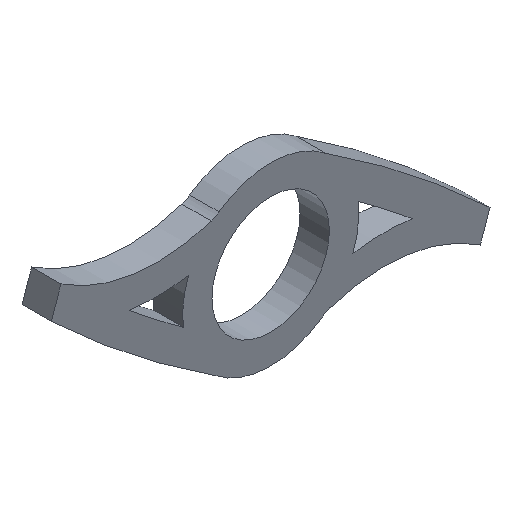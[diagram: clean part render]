
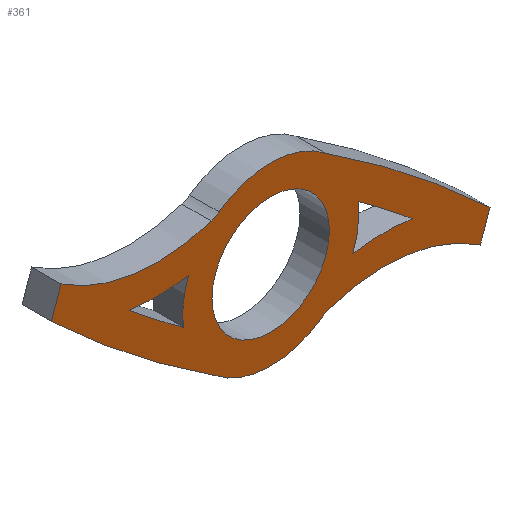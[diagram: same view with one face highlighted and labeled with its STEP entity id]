
A CAD part, isometric view. The second image highlights one B-rep face of the part: STEP entity #361.
In plain terms, the highlighted planar face has unit normal (0, -1, 0).
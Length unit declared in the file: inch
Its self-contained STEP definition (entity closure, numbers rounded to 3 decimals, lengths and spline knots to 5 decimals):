
#18=FACE_BOUND('',#66,.T.);
#19=FACE_BOUND('',#67,.T.);
#20=FACE_BOUND('',#68,.T.);
#24=PLANE('',#430);
#43=FACE_OUTER_BOUND('',#65,.T.);
#65=EDGE_LOOP('',(#311,#312,#313,#314,#315,#316,#317,#318,#319,#320));
#66=EDGE_LOOP('',(#321));
#67=EDGE_LOOP('',(#322,#323,#324));
#68=EDGE_LOOP('',(#325,#326,#327));
#81=LINE('',#624,#102);
#88=LINE('',#653,#109);
#102=VECTOR('',#513,0.3937);
#109=VECTOR('',#546,0.3937);
#111=CIRCLE('',#383,9.95853);
#113=CIRCLE('',#386,1.70109);
#115=CIRCLE('',#389,0.75);
#117=CIRCLE('',#392,9.95853);
#119=CIRCLE('',#395,1.70109);
#121=CIRCLE('',#398,0.75);
#124=CIRCLE('',#402,0.5);
#125=CIRCLE('',#404,10.20853);
#127=CIRCLE('',#407,0.75);
#129=CIRCLE('',#410,0.25);
#131=CIRCLE('',#413,1.45109);
#133=CIRCLE('',#417,10.20853);
#135=CIRCLE('',#420,0.75);
#137=CIRCLE('',#423,0.25);
#139=CIRCLE('',#426,1.45109);
#141=VERTEX_POINT('',#554);
#142=VERTEX_POINT('',#555);
#145=VERTEX_POINT('',#563);
#147=VERTEX_POINT('',#572);
#148=VERTEX_POINT('',#573);
#151=VERTEX_POINT('',#581);
#154=VERTEX_POINT('',#592);
#155=VERTEX_POINT('',#596);
#156=VERTEX_POINT('',#597);
#159=VERTEX_POINT('',#605);
#161=VERTEX_POINT('',#611);
#163=VERTEX_POINT('',#617);
#165=VERTEX_POINT('',#623);
#167=VERTEX_POINT('',#629);
#169=VERTEX_POINT('',#635);
#171=VERTEX_POINT('',#641);
#173=VERTEX_POINT('',#647);
#175=EDGE_CURVE('',#141,#142,#111,.T.);
#179=EDGE_CURVE('',#145,#141,#113,.T.);
#182=EDGE_CURVE('',#142,#145,#115,.T.);
#184=EDGE_CURVE('',#147,#148,#117,.T.);
#188=EDGE_CURVE('',#151,#147,#119,.T.);
#191=EDGE_CURVE('',#148,#151,#121,.T.);
#195=EDGE_CURVE('',#154,#154,#124,.T.);
#196=EDGE_CURVE('',#155,#156,#125,.T.);
#200=EDGE_CURVE('',#159,#155,#127,.T.);
#203=EDGE_CURVE('',#161,#159,#129,.T.);
#206=EDGE_CURVE('',#163,#161,#131,.T.);
#209=EDGE_CURVE('',#165,#163,#81,.T.);
#212=EDGE_CURVE('',#167,#165,#133,.T.);
#215=EDGE_CURVE('',#169,#167,#135,.T.);
#218=EDGE_CURVE('',#171,#169,#137,.T.);
#221=EDGE_CURVE('',#173,#171,#139,.T.);
#224=EDGE_CURVE('',#156,#173,#88,.T.);
#311=ORIENTED_EDGE('',*,*,#224,.F.);
#312=ORIENTED_EDGE('',*,*,#196,.F.);
#313=ORIENTED_EDGE('',*,*,#200,.F.);
#314=ORIENTED_EDGE('',*,*,#203,.F.);
#315=ORIENTED_EDGE('',*,*,#206,.F.);
#316=ORIENTED_EDGE('',*,*,#209,.F.);
#317=ORIENTED_EDGE('',*,*,#212,.F.);
#318=ORIENTED_EDGE('',*,*,#215,.F.);
#319=ORIENTED_EDGE('',*,*,#218,.F.);
#320=ORIENTED_EDGE('',*,*,#221,.F.);
#321=ORIENTED_EDGE('',*,*,#195,.F.);
#322=ORIENTED_EDGE('',*,*,#191,.F.);
#323=ORIENTED_EDGE('',*,*,#184,.F.);
#324=ORIENTED_EDGE('',*,*,#188,.F.);
#325=ORIENTED_EDGE('',*,*,#182,.F.);
#326=ORIENTED_EDGE('',*,*,#175,.F.);
#327=ORIENTED_EDGE('',*,*,#179,.F.);
#361=ADVANCED_FACE('',(#43,#18,#19,#20),#24,.F.);
#383=AXIS2_PLACEMENT_3D('',#556,#435,#436);
#386=AXIS2_PLACEMENT_3D('',#564,#443,#444);
#389=AXIS2_PLACEMENT_3D('',#569,#450,#451);
#392=AXIS2_PLACEMENT_3D('',#574,#456,#457);
#395=AXIS2_PLACEMENT_3D('',#582,#464,#465);
#398=AXIS2_PLACEMENT_3D('',#587,#471,#472);
#402=AXIS2_PLACEMENT_3D('',#594,#480,#481);
#404=AXIS2_PLACEMENT_3D('',#598,#484,#485);
#407=AXIS2_PLACEMENT_3D('',#606,#492,#493);
#410=AXIS2_PLACEMENT_3D('',#612,#499,#500);
#413=AXIS2_PLACEMENT_3D('',#618,#506,#507);
#417=AXIS2_PLACEMENT_3D('',#630,#518,#519);
#420=AXIS2_PLACEMENT_3D('',#636,#525,#526);
#423=AXIS2_PLACEMENT_3D('',#642,#532,#533);
#426=AXIS2_PLACEMENT_3D('',#648,#539,#540);
#430=AXIS2_PLACEMENT_3D('',#656,#550,#551);
#435=DIRECTION('center_axis',(0.,-1.,0.));
#436=DIRECTION('ref_axis',(-0.588,0.,-0.809));
#443=DIRECTION('center_axis',(0.,1.,0.));
#444=DIRECTION('ref_axis',(-0.158,0.,0.987));
#450=DIRECTION('center_axis',(0.,1.,0.));
#451=DIRECTION('ref_axis',(0.992,0.,0.123));
#456=DIRECTION('center_axis',(0.,-1.,0.));
#457=DIRECTION('ref_axis',(0.588,0.,0.809));
#464=DIRECTION('center_axis',(0.,1.,0.));
#465=DIRECTION('ref_axis',(0.158,0.,-0.987));
#471=DIRECTION('center_axis',(0.,1.,0.));
#472=DIRECTION('ref_axis',(-0.992,0.,-0.123));
#480=DIRECTION('center_axis',(0.,-1.,0.));
#481=DIRECTION('ref_axis',(1.,0.,0.));
#484=DIRECTION('center_axis',(0.,1.,0.));
#485=DIRECTION('ref_axis',(0.547,0.,0.837));
#492=DIRECTION('center_axis',(0.,1.,0.));
#493=DIRECTION('ref_axis',(-0.622,0.,0.783));
#499=DIRECTION('center_axis',(0.,-1.,0.));
#500=DIRECTION('ref_axis',(-0.586,0.,0.81));
#506=DIRECTION('center_axis',(0.,-1.,0.));
#507=DIRECTION('ref_axis',(-0.319,0.,0.948));
#513=DIRECTION('',(0.327,0.,0.945));
#518=DIRECTION('center_axis',(0.,1.,0.));
#519=DIRECTION('ref_axis',(-0.547,0.,-0.837));
#525=DIRECTION('center_axis',(0.,1.,0.));
#526=DIRECTION('ref_axis',(0.586,0.,-0.81));
#532=DIRECTION('center_axis',(0.,-1.,0.));
#533=DIRECTION('ref_axis',(0.586,0.,-0.81));
#539=DIRECTION('center_axis',(0.,-1.,0.));
#540=DIRECTION('ref_axis',(0.319,0.,-0.948));
#546=DIRECTION('',(-0.327,0.,-0.945));
#550=DIRECTION('center_axis',(0.,1.,0.));
#551=DIRECTION('ref_axis',(0.,0.,1.));
#554=CARTESIAN_POINT('',(1.20537,0.,-0.26419));
#555=CARTESIAN_POINT('',(0.74431,0.,0.09223));
#556=CARTESIAN_POINT('Origin',(-5.11321,0.,-7.96145));
#563=CARTESIAN_POINT('',(0.7001,0.,-0.26899));
#564=CARTESIAN_POINT('Origin',(0.96872,0.,-1.94874));
#569=CARTESIAN_POINT('Origin',(0.,0.,0.));
#572=CARTESIAN_POINT('',(-1.20537,0.,0.26419));
#573=CARTESIAN_POINT('',(-0.74431,0.,-0.09223));
#574=CARTESIAN_POINT('Origin',(5.11321,0.,7.96145));
#581=CARTESIAN_POINT('',(-0.7001,0.,0.26899));
#582=CARTESIAN_POINT('Origin',(-0.96872,0.,1.94874));
#587=CARTESIAN_POINT('Origin',(0.,0.,0.));
#592=CARTESIAN_POINT('',(-0.5,0.,0.));
#594=CARTESIAN_POINT('Origin',(0.,0.,0.));
#596=CARTESIAN_POINT('',(0.46634,0.,0.58739));
#597=CARTESIAN_POINT('',(1.86824,0.,-0.5134));
#598=CARTESIAN_POINT('Origin',(-5.11321,0.,-7.96145));
#605=CARTESIAN_POINT('',(-0.43961,0.,0.60766));
#606=CARTESIAN_POINT('Origin',(0.,0.,0.));
#611=CARTESIAN_POINT('',(-0.50651,0.,0.57323));
#612=CARTESIAN_POINT('Origin',(-0.58614,0.,0.81021));
#617=CARTESIAN_POINT('',(-1.78645,0.,0.75));
#618=CARTESIAN_POINT('Origin',(-0.96872,0.,1.94874));
#623=CARTESIAN_POINT('',(-1.86824,0.,0.5134));
#624=CARTESIAN_POINT('',(-1.86824,0.,0.5134));
#629=CARTESIAN_POINT('',(-0.46634,0.,-0.58739));
#630=CARTESIAN_POINT('Origin',(5.11321,0.,7.96145));
#635=CARTESIAN_POINT('',(0.43961,0.,-0.60766));
#636=CARTESIAN_POINT('Origin',(0.,0.,0.));
#641=CARTESIAN_POINT('',(0.50651,0.,-0.57323));
#642=CARTESIAN_POINT('Origin',(0.58614,0.,-0.81021));
#647=CARTESIAN_POINT('',(1.78645,0.,-0.75));
#648=CARTESIAN_POINT('Origin',(0.96872,0.,-1.94874));
#653=CARTESIAN_POINT('',(1.86824,0.,-0.5134));
#656=CARTESIAN_POINT('Origin',(0.,0.,0.));
